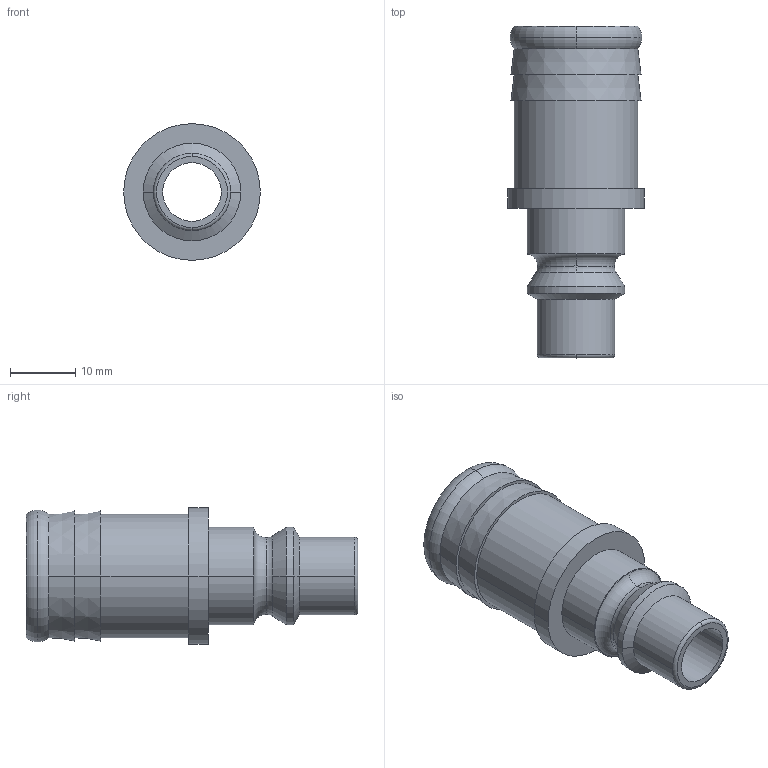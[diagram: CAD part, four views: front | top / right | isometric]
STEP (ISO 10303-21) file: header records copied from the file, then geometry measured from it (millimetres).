
FILE_DESCRIPTION(('STEP AP214'),'1');
FILE_NAME('esoig_19_ss.stp','2020-03-05T09:26:14',('TraceParts'),('TraceParts S.A.'),'Spatial InterOp 3D',' ',' ');
FILE_SCHEMA(('automotive_design'));
Length unit declared in the file: millimetre
Products named in the file (1): 1
Bounding box: 21 x 51 x 21 mm (x, y, z)
Volume: 8310.9 mm3; surface area: 4776.5 mm2
Topology: 1 solids, 1 shells, 38 faces, 86 edges, 54 vertices
Faces by surface type: cylinder 12, torus 10, cone 10, plane 6
Entity records: 1418 total; most frequent: DIRECTION 228, CARTESIAN_POINT 179, ORIENTED_EDGE 172, AXIS2_PLACEMENT_3D 103, EDGE_CURVE 86, CIRCLE 64, VERTEX_POINT 54, EDGE_LOOP 44
